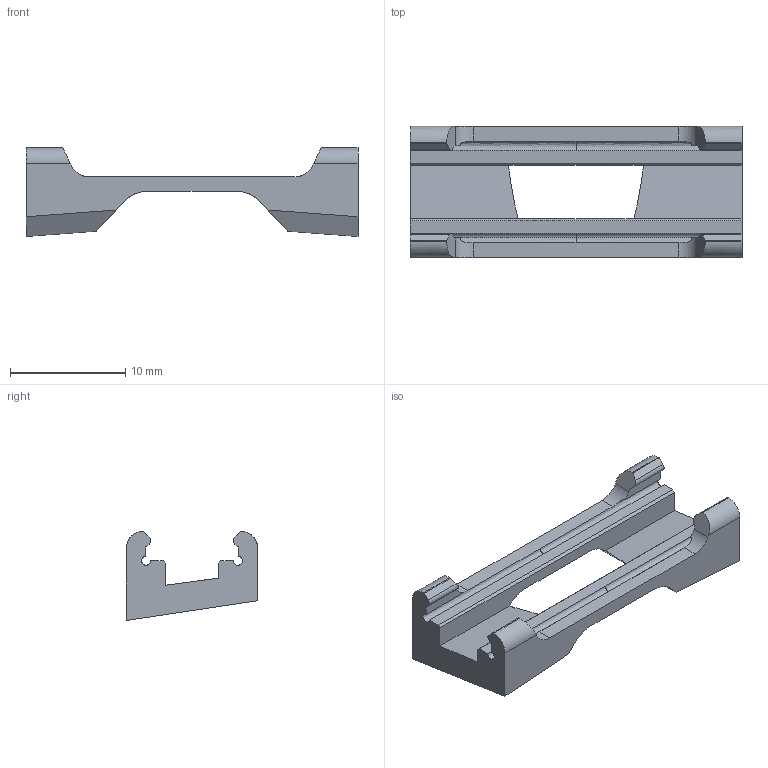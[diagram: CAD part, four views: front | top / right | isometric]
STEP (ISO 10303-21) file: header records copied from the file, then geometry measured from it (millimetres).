
FILE_DESCRIPTION(('HOOPS Exchange Step'),'2;1');
FILE_NAME('usb cameraV4.stp','2026-01-22T17:59:24+08:00',('xdlye'),('Unknown organisation'),'HOOPS Exchange 2025.8','HOOPS Exchange','Unknown authorisation');
FILE_SCHEMA( ('AP203_CONFIGURATION_CONTROLLED_3D_DESIGN_OF_MECHANICAL_PARTS_AND_ASSEMBLIES_MIM_LF') );
Length unit declared in the file: millimetre
Products named in the file (1): root
Bounding box: 28.87 x 11.4 x 7.74 mm (x, y, z)
Volume: 762.9 mm3; surface area: 1046.9 mm2
Topology: 1 solids, 1 shells, 66 faces, 198 edges, 132 vertices
Faces by surface type: plane 44, cylinder 16, bspline 6
Entity records: 2425 total; most frequent: CARTESIAN_POINT 623, ORIENTED_EDGE 396, DIRECTION 350, EDGE_CURVE 198, VECTOR 148, LINE 148, VERTEX_POINT 132, AXIS2_PLACEMENT_3D 101
